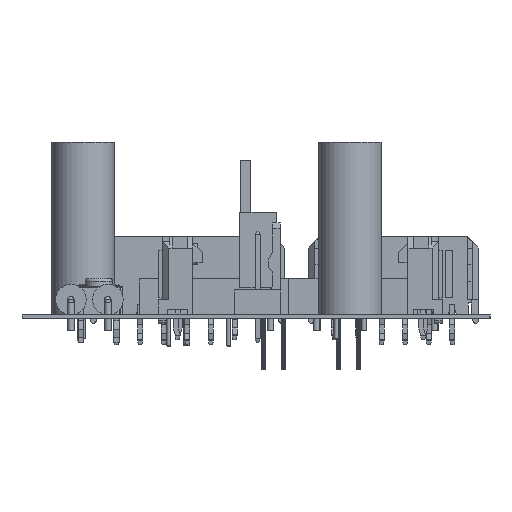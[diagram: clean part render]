
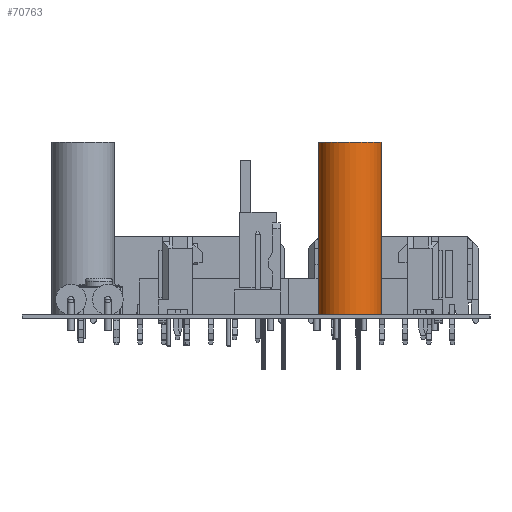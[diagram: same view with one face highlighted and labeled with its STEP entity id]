
A CAD part, left-side view. The second image highlights one B-rep face of the part: STEP entity #70763.
In plain terms, the highlighted cylindrical face has radius 4 mm (diameter 8 mm), a full revolution.
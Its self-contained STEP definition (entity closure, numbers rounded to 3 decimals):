
#70763 = ADVANCED_FACE('',(#70764),#70791,.T.);
#70764 = FACE_BOUND('',#70765,.T.);
#70765 = EDGE_LOOP('',(#70766,#70775,#70783,#70790));
#70766 = ORIENTED_EDGE('',*,*,#70767,.T.);
#70767 = EDGE_CURVE('',#70768,#70768,#70770,.T.);
#70768 = VERTEX_POINT('',#70769);
#70769 = CARTESIAN_POINT('',(4.,0.,0.));
#70770 = CIRCLE('',#70771,4.);
#70771 = AXIS2_PLACEMENT_3D('',#70772,#70773,#70774);
#70772 = CARTESIAN_POINT('',(0.,0.,0.));
#70773 = DIRECTION('',(0.,0.,1.));
#70774 = DIRECTION('',(1.,0.,0.));
#70775 = ORIENTED_EDGE('',*,*,#70776,.T.);
#70776 = EDGE_CURVE('',#70768,#70777,#70779,.T.);
#70777 = VERTEX_POINT('',#70778);
#70778 = CARTESIAN_POINT('',(4.,0.,22.));
#70779 = LINE('',#70780,#70781);
#70780 = CARTESIAN_POINT('',(4.,0.,0.));
#70781 = VECTOR('',#70782,1.);
#70782 = DIRECTION('',(0.,0.,1.));
#70783 = ORIENTED_EDGE('',*,*,#70784,.F.);
#70784 = EDGE_CURVE('',#70777,#70777,#70785,.T.);
#70785 = CIRCLE('',#70786,4.);
#70786 = AXIS2_PLACEMENT_3D('',#70787,#70788,#70789);
#70787 = CARTESIAN_POINT('',(0.,0.,22.));
#70788 = DIRECTION('',(0.,0.,1.));
#70789 = DIRECTION('',(1.,0.,0.));
#70790 = ORIENTED_EDGE('',*,*,#70776,.F.);
#70791 = CYLINDRICAL_SURFACE('',#70792,4.);
#70792 = AXIS2_PLACEMENT_3D('',#70793,#70794,#70795);
#70793 = CARTESIAN_POINT('',(0.,0.,0.));
#70794 = DIRECTION('',(0.,0.,-1.));
#70795 = DIRECTION('',(1.,0.,0.));
